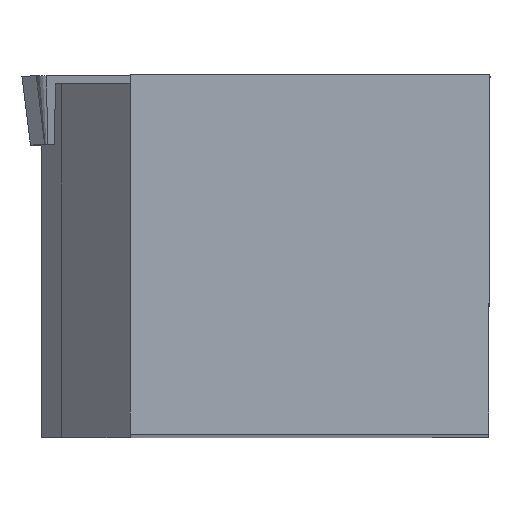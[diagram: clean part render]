
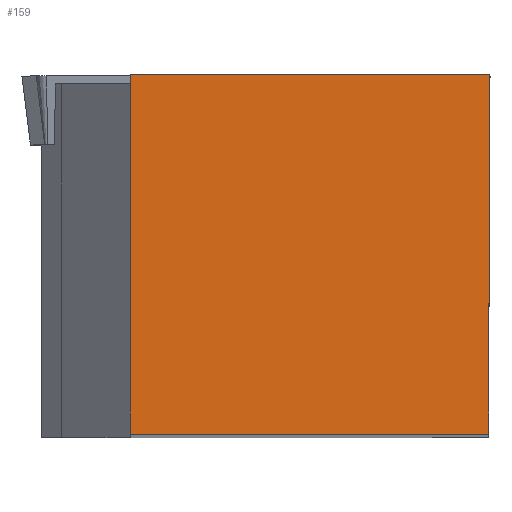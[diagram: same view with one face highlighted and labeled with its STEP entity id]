
A CAD part, top view. The second image highlights one B-rep face of the part: STEP entity #159.
In plain terms, the highlighted planar face has unit normal (0, 0, 1).
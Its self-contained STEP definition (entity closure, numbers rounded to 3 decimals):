
#127=FACE_OUTER_BOUND('',#363,.T.);
#159=ADVANCED_FACE('BLANK_BOXF006',(#127),#185,.F.);
#185=PLANE('',#799);
#213=LINE('',#1150,#271);
#222=LINE('',#1168,#280);
#236=LINE('',#1197,#294);
#238=LINE('',#1200,#296);
#271=VECTOR('',#902,1.);
#280=VECTOR('',#915,1.);
#294=VECTOR('',#935,1.);
#296=VECTOR('',#939,1.);
#363=EDGE_LOOP('',(#501,#502,#503,#504));
#501=ORIENTED_EDGE('',*,*,#651,.F.);
#502=ORIENTED_EDGE('',*,*,#634,.F.);
#503=ORIENTED_EDGE('',*,*,#625,.F.);
#504=ORIENTED_EDGE('',*,*,#649,.F.);
#561=VERTEX_POINT('',#1149);
#562=VERTEX_POINT('',#1151);
#569=VERTEX_POINT('',#1169);
#580=VERTEX_POINT('',#1196);
#625=EDGE_CURVE('',#561,#562,#213,.T.);
#634=EDGE_CURVE('',#562,#569,#222,.T.);
#649=EDGE_CURVE('',#580,#561,#236,.T.);
#651=EDGE_CURVE('',#569,#580,#238,.T.);
#799=AXIS2_PLACEMENT_3D('',#1265,#968,#969);
#902=DIRECTION('',(-0.004,-1.,0.));
#915=DIRECTION('',(-1.,0.,0.));
#935=DIRECTION('',(1.,0.,0.));
#939=DIRECTION('',(0.,1.,0.));
#968=DIRECTION('',(0.,0.,-1.));
#969=DIRECTION('',(-1.,0.,0.));
#1149=CARTESIAN_POINT('',(0.,24.875,0.));
#1150=CARTESIAN_POINT('',(0.604,163.348,0.));
#1151=CARTESIAN_POINT('',(-0.109,0.,0.));
#1168=CARTESIAN_POINT('',(163.35,0.,0.));
#1169=CARTESIAN_POINT('',(-24.875,0.,0.));
#1196=CARTESIAN_POINT('',(-24.875,24.875,0.));
#1197=CARTESIAN_POINT('',(-163.35,24.875,0.));
#1200=CARTESIAN_POINT('',(-24.875,-163.35,0.));
#1265=CARTESIAN_POINT('',(-44.35,-5.,0.));
